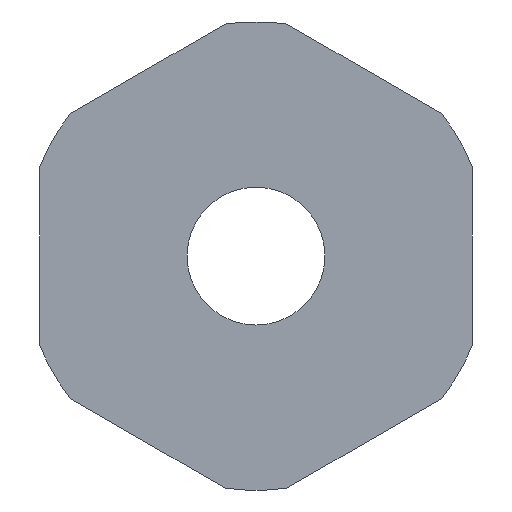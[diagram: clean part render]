
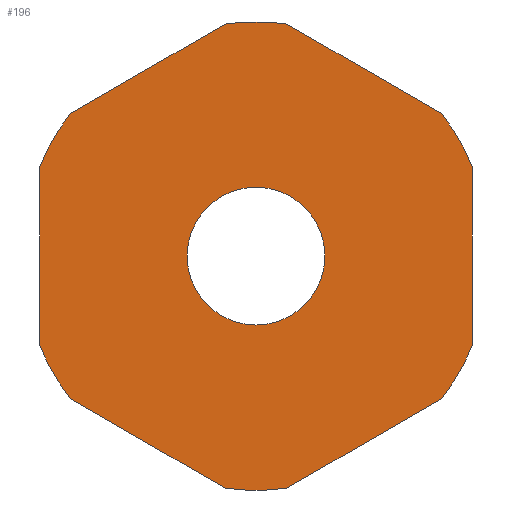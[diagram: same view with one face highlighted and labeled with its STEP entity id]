
A CAD part, left-side view. The second image highlights one B-rep face of the part: STEP entity #196.
In plain terms, the highlighted planar face has unit normal (-1, 0, 0).
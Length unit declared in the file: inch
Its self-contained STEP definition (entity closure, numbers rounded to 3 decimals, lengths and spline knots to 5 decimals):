
#2 = DIRECTION ( 'NONE',  ( 0., -0.866, -0.5 ) ) ;
#4 = DIRECTION ( 'NONE',  ( 0., 0.866, 0.5 ) ) ;
#5 = CIRCLE ( 'NONE', #249, 0.27 ) ;
#7 = VERTEX_POINT ( 'NONE', #112 ) ;
#8 = ORIENTED_EDGE ( 'NONE', *, *, #130, .F. ) ;
#19 = DIRECTION ( 'NONE',  ( 1., 0., 0. ) ) ;
#20 = EDGE_CURVE ( 'NONE', #422, #174, #506, .T. ) ;
#23 = VERTEX_POINT ( 'NONE', #439 ) ;
#25 = AXIS2_PLACEMENT_3D ( 'NONE', #62, #546, #248 ) ;
#27 = VERTEX_POINT ( 'NONE', #447 ) ;
#28 = DIRECTION ( 'NONE',  ( 1., 0., 0. ) ) ;
#30 = CARTESIAN_POINT ( 'NONE',  ( -1.25, -0.12475, -0.21607 ) ) ;
#31 = DIRECTION ( 'NONE',  ( 0., 0., -1. ) ) ;
#32 = CARTESIAN_POINT ( 'NONE',  ( -1.25, 0., 0. ) ) ;
#33 = CARTESIAN_POINT ( 'NONE',  ( -1.25, 0., -0.0795 ) ) ;
#34 = EDGE_CURVE ( 'NONE', #27, #543, #547, .T. ) ;
#39 = EDGE_CURVE ( 'NONE', #23, #608, #364, .T. ) ;
#40 = DIRECTION ( 'NONE',  ( 0., 0., -1. ) ) ;
#43 = CIRCLE ( 'NONE', #593, 0.0795 ) ;
#45 = DIRECTION ( 'NONE',  ( 1., 0., 0. ) ) ;
#47 = ORIENTED_EDGE ( 'NONE', *, *, #191, .F. ) ;
#58 = ORIENTED_EDGE ( 'NONE', *, *, #256, .F. ) ;
#60 = ORIENTED_EDGE ( 'NONE', *, *, #437, .F. ) ;
#62 = CARTESIAN_POINT ( 'NONE',  ( -1.25, 0., 0. ) ) ;
#63 = LINE ( 'NONE', #488, #284 ) ;
#79 = EDGE_CURVE ( 'NONE', #174, #422, #43, .T. ) ;
#81 = LINE ( 'NONE', #331, #414 ) ;
#91 = DIRECTION ( 'NONE',  ( 0., 0., -1. ) ) ;
#108 = CARTESIAN_POINT ( 'NONE',  ( -1.25, -0.03538, 0.26767 ) ) ;
#112 = CARTESIAN_POINT ( 'NONE',  ( -1.25, -0.03538, -0.26767 ) ) ;
#130 = EDGE_CURVE ( 'NONE', #7, #170, #171, .T. ) ;
#142 = LINE ( 'NONE', #522, #472 ) ;
#143 = LINE ( 'NONE', #523, #223 ) ;
#154 = VERTEX_POINT ( 'NONE', #265 ) ;
#166 = EDGE_CURVE ( 'NONE', #505, #205, #367, .T. ) ;
#169 = CARTESIAN_POINT ( 'NONE',  ( -1.25, 0.2495, -0.1032 ) ) ;
#170 = VERTEX_POINT ( 'NONE', #614 ) ;
#171 = CIRCLE ( 'NONE', #201, 0.27 ) ;
#174 = VERTEX_POINT ( 'NONE', #618 ) ;
#182 = DIRECTION ( 'NONE',  ( 0., 0., -1. ) ) ;
#185 = DIRECTION ( 'NONE',  ( 0., -0.866, 0.5 ) ) ;
#191 = EDGE_CURVE ( 'NONE', #479, #353, #5, .T. ) ;
#196 = ADVANCED_FACE ( 'NONE', ( #219, #574 ), #632, .F. ) ;
#201 = AXIS2_PLACEMENT_3D ( 'NONE', #508, #269, #31 ) ;
#202 = CIRCLE ( 'NONE', #518, 0.27 ) ;
#205 = VERTEX_POINT ( 'NONE', #312 ) ;
#207 = EDGE_LOOP ( 'NONE', ( #60, #8, #382, #259, #211, #610, #492, #47, #305, #227, #58, #540, #549 ) ) ;
#211 = ORIENTED_EDGE ( 'NONE', *, *, #486, .F. ) ;
#217 = DIRECTION ( 'NONE',  ( 0., 0.866, -0.5 ) ) ;
#219 = FACE_BOUND ( 'NONE', #355, .T. ) ;
#221 = DIRECTION ( 'NONE',  ( -1., 0., 0. ) ) ;
#222 = EDGE_CURVE ( 'NONE', #386, #592, #81, .T. ) ;
#223 = VECTOR ( 'NONE', #2, 39.37008 ) ;
#227 = ORIENTED_EDGE ( 'NONE', *, *, #39, .F. ) ;
#233 = DIRECTION ( 'NONE',  ( 1., 0., 0. ) ) ;
#234 = CARTESIAN_POINT ( 'NONE',  ( -1.25, 0.2495, 0.1032 ) ) ;
#248 = DIRECTION ( 'NONE',  ( 0., 0., 1. ) ) ;
#249 = AXIS2_PLACEMENT_3D ( 'NONE', #326, #45, #509 ) ;
#256 = EDGE_CURVE ( 'NONE', #592, #23, #507, .T. ) ;
#259 = ORIENTED_EDGE ( 'NONE', *, *, #166, .F. ) ;
#260 = DIRECTION ( 'NONE',  ( 0., 0., -1. ) ) ;
#265 = CARTESIAN_POINT ( 'NONE',  ( -1.25, 0.21412, -0.16447 ) ) ;
#269 = DIRECTION ( 'NONE',  ( 1., 0., 0. ) ) ;
#276 = AXIS2_PLACEMENT_3D ( 'NONE', #611, #451, #260 ) ;
#279 = CARTESIAN_POINT ( 'NONE',  ( -1.25, 0.03538, 0.26767 ) ) ;
#284 = VECTOR ( 'NONE', #4, 39.37008 ) ;
#288 = ORIENTED_EDGE ( 'NONE', *, *, #79, .F. ) ;
#293 = DIRECTION ( 'NONE',  ( 0., 0., -1. ) ) ;
#304 = EDGE_CURVE ( 'NONE', #205, #7, #460, .T. ) ;
#305 = ORIENTED_EDGE ( 'NONE', *, *, #544, .F. ) ;
#306 = AXIS2_PLACEMENT_3D ( 'NONE', #327, #28, #406 ) ;
#308 = CARTESIAN_POINT ( 'NONE',  ( -1.25, 0., 0. ) ) ;
#312 = CARTESIAN_POINT ( 'NONE',  ( -1.25, -0.21412, -0.16447 ) ) ;
#321 = AXIS2_PLACEMENT_3D ( 'NONE', #394, #19, #182 ) ;
#326 = CARTESIAN_POINT ( 'NONE',  ( -1.25, 0., 0. ) ) ;
#327 = CARTESIAN_POINT ( 'NONE',  ( -1.25, 0., 0. ) ) ;
#331 = CARTESIAN_POINT ( 'NONE',  ( -1.25, 0.2495, 0. ) ) ;
#353 = VERTEX_POINT ( 'NONE', #108 ) ;
#355 = EDGE_LOOP ( 'NONE', ( #400, #288 ) ) ;
#364 = LINE ( 'NONE', #568, #379 ) ;
#367 = CIRCLE ( 'NONE', #276, 0.27 ) ;
#368 = CIRCLE ( 'NONE', #538, 0.27 ) ;
#371 = DIRECTION ( 'NONE',  ( 0., 0., 1. ) ) ;
#379 = VECTOR ( 'NONE', #185, 39.37008 ) ;
#382 = ORIENTED_EDGE ( 'NONE', *, *, #304, .F. ) ;
#385 = VECTOR ( 'NONE', #217, 39.37008 ) ;
#386 = VERTEX_POINT ( 'NONE', #169 ) ;
#394 = CARTESIAN_POINT ( 'NONE',  ( -1.25, 0., 0. ) ) ;
#400 = ORIENTED_EDGE ( 'NONE', *, *, #20, .F. ) ;
#406 = DIRECTION ( 'NONE',  ( 0., 0., -1. ) ) ;
#414 = VECTOR ( 'NONE', #371, 39.37008 ) ;
#422 = VERTEX_POINT ( 'NONE', #33 ) ;
#437 = EDGE_CURVE ( 'NONE', #170, #154, #63, .T. ) ;
#439 = CARTESIAN_POINT ( 'NONE',  ( -1.25, 0.21412, 0.16447 ) ) ;
#447 = CARTESIAN_POINT ( 'NONE',  ( -1.25, -0.21412, 0.16447 ) ) ;
#451 = DIRECTION ( 'NONE',  ( 1., 0., 0. ) ) ;
#460 = LINE ( 'NONE', #30, #385 ) ;
#463 = DIRECTION ( 'NONE',  ( 0., 0., -1. ) ) ;
#465 = EDGE_CURVE ( 'NONE', #154, #386, #202, .T. ) ;
#468 = DIRECTION ( 'NONE',  ( 1., 0., 0. ) ) ;
#472 = VECTOR ( 'NONE', #91, 39.37008 ) ;
#479 = VERTEX_POINT ( 'NONE', #516 ) ;
#486 = EDGE_CURVE ( 'NONE', #543, #505, #142, .T. ) ;
#488 = CARTESIAN_POINT ( 'NONE',  ( -1.25, 0.12475, -0.21607 ) ) ;
#492 = ORIENTED_EDGE ( 'NONE', *, *, #600, .F. ) ;
#505 = VERTEX_POINT ( 'NONE', #590 ) ;
#506 = CIRCLE ( 'NONE', #25, 0.0795 ) ;
#507 = CIRCLE ( 'NONE', #306, 0.27 ) ;
#508 = CARTESIAN_POINT ( 'NONE',  ( -1.25, 0., 0. ) ) ;
#509 = DIRECTION ( 'NONE',  ( 0., 0., -1. ) ) ;
#513 = CARTESIAN_POINT ( 'NONE',  ( -1.25, 0., 0. ) ) ;
#516 = CARTESIAN_POINT ( 'NONE',  ( -1.25, 0., 0.27 ) ) ;
#518 = AXIS2_PLACEMENT_3D ( 'NONE', #627, #623, #463 ) ;
#522 = CARTESIAN_POINT ( 'NONE',  ( -1.25, -0.2495, 0. ) ) ;
#523 = CARTESIAN_POINT ( 'NONE',  ( -1.25, -0.12475, 0.21607 ) ) ;
#538 = AXIS2_PLACEMENT_3D ( 'NONE', #308, #233, #293 ) ;
#540 = ORIENTED_EDGE ( 'NONE', *, *, #222, .F. ) ;
#543 = VERTEX_POINT ( 'NONE', #601 ) ;
#544 = EDGE_CURVE ( 'NONE', #608, #479, #368, .T. ) ;
#546 = DIRECTION ( 'NONE',  ( -1., 0., 0. ) ) ;
#547 = CIRCLE ( 'NONE', #321, 0.27 ) ;
#549 = ORIENTED_EDGE ( 'NONE', *, *, #465, .F. ) ;
#568 = CARTESIAN_POINT ( 'NONE',  ( -1.25, 0.12475, 0.21607 ) ) ;
#574 = FACE_OUTER_BOUND ( 'NONE', #207, .T. ) ;
#590 = CARTESIAN_POINT ( 'NONE',  ( -1.25, -0.2495, -0.1032 ) ) ;
#592 = VERTEX_POINT ( 'NONE', #234 ) ;
#593 = AXIS2_PLACEMENT_3D ( 'NONE', #513, #221, #617 ) ;
#600 = EDGE_CURVE ( 'NONE', #353, #27, #143, .T. ) ;
#601 = CARTESIAN_POINT ( 'NONE',  ( -1.25, -0.2495, 0.1032 ) ) ;
#608 = VERTEX_POINT ( 'NONE', #279 ) ;
#610 = ORIENTED_EDGE ( 'NONE', *, *, #34, .F. ) ;
#611 = CARTESIAN_POINT ( 'NONE',  ( -1.25, 0., 0. ) ) ;
#614 = CARTESIAN_POINT ( 'NONE',  ( -1.25, 0.03538, -0.26767 ) ) ;
#617 = DIRECTION ( 'NONE',  ( 0., 0., 1. ) ) ;
#618 = CARTESIAN_POINT ( 'NONE',  ( -1.25, 0., 0.0795 ) ) ;
#620 = AXIS2_PLACEMENT_3D ( 'NONE', #32, #468, #40 ) ;
#623 = DIRECTION ( 'NONE',  ( 1., 0., 0. ) ) ;
#627 = CARTESIAN_POINT ( 'NONE',  ( -1.25, 0., 0. ) ) ;
#632 = PLANE ( 'NONE',  #620 ) ;
